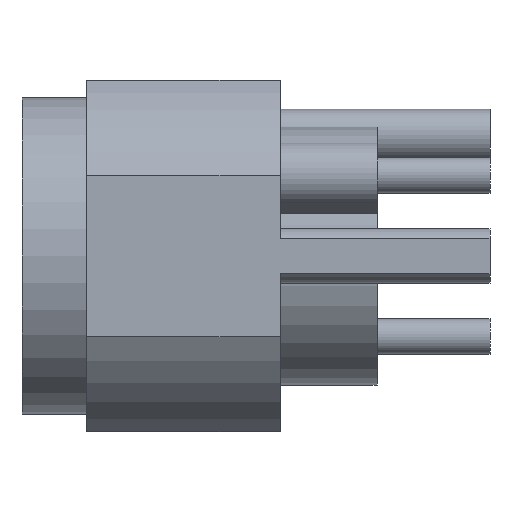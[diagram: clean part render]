
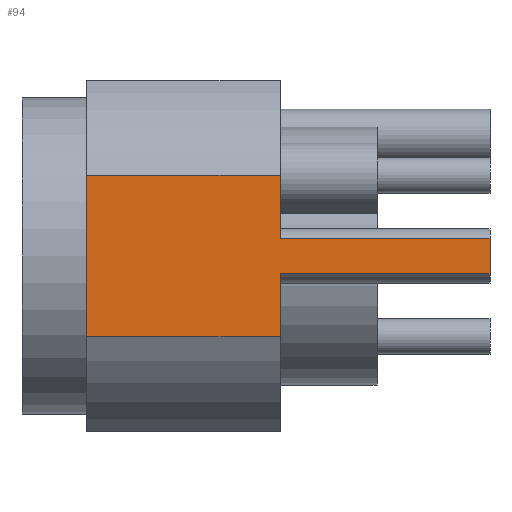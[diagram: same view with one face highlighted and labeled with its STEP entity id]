
A CAD part, left-side view. The second image highlights one B-rep face of the part: STEP entity #94.
In plain terms, the highlighted planar face has unit normal (-1, 0, 0).
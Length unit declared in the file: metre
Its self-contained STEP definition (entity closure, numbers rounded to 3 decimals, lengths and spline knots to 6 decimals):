
#18 = CARTESIAN_POINT ( 'NONE',  ( -0.00545, 0.009, -0.002509 ) ) ;
#21 = VECTOR ( 'NONE', #594, 1. ) ;
#35 = CARTESIAN_POINT ( 'NONE',  ( -0.00545, 0.009, -0.002509 ) ) ;
#46 = DIRECTION ( 'NONE',  ( 0., 1., 0. ) ) ;
#54 = VECTOR ( 'NONE', #465, 1. ) ;
#94 = ADVANCED_FACE ( 'NONE', ( #1163 ), #1287, .F. ) ;
#119 = EDGE_CURVE ( 'NONE', #327, #2188, #2114, .T. ) ;
#147 = EDGE_CURVE ( 'NONE', #1104, #676, #1288, .T. ) ;
#164 = LINE ( 'NONE', #455, #54 ) ;
#196 = CARTESIAN_POINT ( 'NONE',  ( -0.00545, 0.003, -0.000548 ) ) ;
#198 = DIRECTION ( 'NONE',  ( 0., 0., -1. ) ) ;
#207 = EDGE_CURVE ( 'NONE', #2188, #1104, #693, .T. ) ;
#216 = CARTESIAN_POINT ( 'NONE',  ( -0.00545, 0.003, 0.000548 ) ) ;
#242 = DIRECTION ( 'NONE',  ( 0., 0., 1. ) ) ;
#252 = VECTOR ( 'NONE', #46, 1. ) ;
#265 = ORIENTED_EDGE ( 'NONE', *, *, #1330, .F. ) ;
#324 = ORIENTED_EDGE ( 'NONE', *, *, #2155, .T. ) ;
#327 = VERTEX_POINT ( 'NONE', #795 ) ;
#379 = ORIENTED_EDGE ( 'NONE', *, *, #1957, .F. ) ;
#380 = CARTESIAN_POINT ( 'NONE',  ( -0.00545, 0.009, 0.002509 ) ) ;
#440 = LINE ( 'NONE', #1029, #21 ) ;
#453 = CARTESIAN_POINT ( 'NONE',  ( -0.00545, -0.0035, 0. ) ) ;
#455 = CARTESIAN_POINT ( 'NONE',  ( -0.00545, 0.003, 0. ) ) ;
#459 = DIRECTION ( 'NONE',  ( 0., 0., -1. ) ) ;
#465 = DIRECTION ( 'NONE',  ( 0., 0., -1. ) ) ;
#466 = VECTOR ( 'NONE', #242, 1. ) ;
#514 = VECTOR ( 'NONE', #1573, 1. ) ;
#560 = VERTEX_POINT ( 'NONE', #1317 ) ;
#569 = CARTESIAN_POINT ( 'NONE',  ( -0.00545, -0.0035, -0.000548 ) ) ;
#594 = DIRECTION ( 'NONE',  ( 0., 1., 0. ) ) ;
#597 = LINE ( 'NONE', #453, #1007 ) ;
#616 = ORIENTED_EDGE ( 'NONE', *, *, #688, .F. ) ;
#673 = VERTEX_POINT ( 'NONE', #1829 ) ;
#676 = VERTEX_POINT ( 'NONE', #216 ) ;
#688 = EDGE_CURVE ( 'NONE', #560, #1266, #1355, .T. ) ;
#693 = LINE ( 'NONE', #851, #514 ) ;
#709 = ORIENTED_EDGE ( 'NONE', *, *, #207, .F. ) ;
#795 = CARTESIAN_POINT ( 'NONE',  ( -0.00545, 0.009, -0.002509 ) ) ;
#811 = VECTOR ( 'NONE', #2020, 1. ) ;
#851 = CARTESIAN_POINT ( 'NONE',  ( -0.00545, 0.009, 0.002509 ) ) ;
#1007 = VECTOR ( 'NONE', #459, 1. ) ;
#1029 = CARTESIAN_POINT ( 'NONE',  ( -0.00545, -0.0035, 0.000548 ) ) ;
#1104 = VERTEX_POINT ( 'NONE', #2201 ) ;
#1137 = CARTESIAN_POINT ( 'NONE',  ( -0.00545, 0.009, -0.002509 ) ) ;
#1163 = FACE_OUTER_BOUND ( 'NONE', #1381, .T. ) ;
#1222 = EDGE_CURVE ( 'NONE', #327, #2014, #2239, .T. ) ;
#1266 = VERTEX_POINT ( 'NONE', #196 ) ;
#1278 = DIRECTION ( 'NONE',  ( 1., 0., 0. ) ) ;
#1287 = PLANE ( 'NONE',  #1298 ) ;
#1288 = LINE ( 'NONE', #2313, #1994 ) ;
#1298 = AXIS2_PLACEMENT_3D ( 'NONE', #18, #1278, #198 ) ;
#1317 = CARTESIAN_POINT ( 'NONE',  ( -0.00545, -0.0035, -0.000548 ) ) ;
#1330 = EDGE_CURVE ( 'NONE', #1266, #2014, #164, .T. ) ;
#1355 = LINE ( 'NONE', #569, #252 ) ;
#1381 = EDGE_LOOP ( 'NONE', ( #324, #2158, #709, #2208, #1664, #265, #616, #379 ) ) ;
#1524 = CARTESIAN_POINT ( 'NONE',  ( -0.00545, 0.003, -0.002509 ) ) ;
#1573 = DIRECTION ( 'NONE',  ( 0., -1., 0. ) ) ;
#1664 = ORIENTED_EDGE ( 'NONE', *, *, #1222, .T. ) ;
#1829 = CARTESIAN_POINT ( 'NONE',  ( -0.00545, -0.0035, 0.000548 ) ) ;
#1957 = EDGE_CURVE ( 'NONE', #673, #560, #597, .T. ) ;
#1994 = VECTOR ( 'NONE', #2130, 1. ) ;
#2014 = VERTEX_POINT ( 'NONE', #1524 ) ;
#2020 = DIRECTION ( 'NONE',  ( 0., -1., 0. ) ) ;
#2114 = LINE ( 'NONE', #1137, #466 ) ;
#2130 = DIRECTION ( 'NONE',  ( 0., 0., -1. ) ) ;
#2155 = EDGE_CURVE ( 'NONE', #673, #676, #440, .T. ) ;
#2158 = ORIENTED_EDGE ( 'NONE', *, *, #147, .F. ) ;
#2188 = VERTEX_POINT ( 'NONE', #380 ) ;
#2201 = CARTESIAN_POINT ( 'NONE',  ( -0.00545, 0.003, 0.002509 ) ) ;
#2208 = ORIENTED_EDGE ( 'NONE', *, *, #119, .F. ) ;
#2239 = LINE ( 'NONE', #35, #811 ) ;
#2313 = CARTESIAN_POINT ( 'NONE',  ( -0.00545, 0.003, 0. ) ) ;
